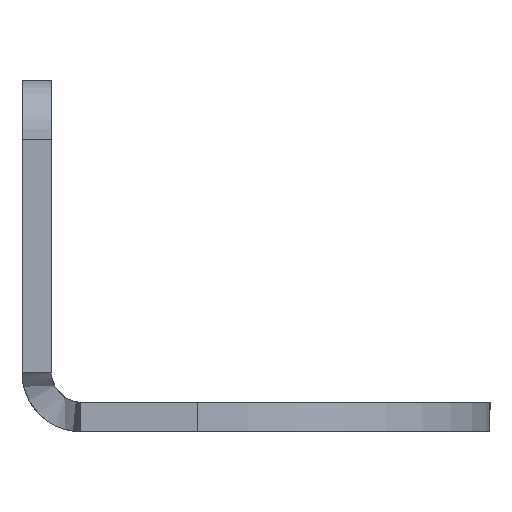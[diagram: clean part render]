
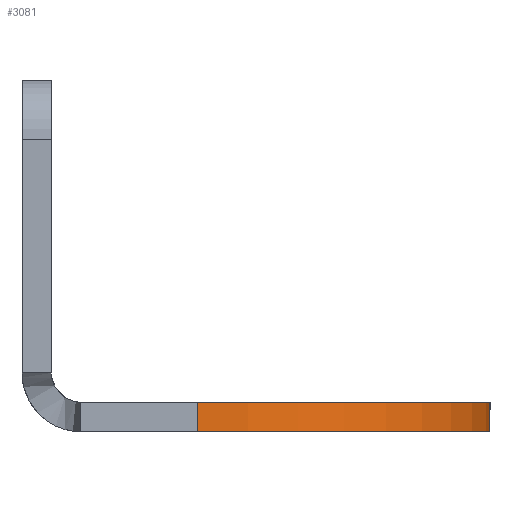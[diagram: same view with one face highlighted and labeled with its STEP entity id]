
A CAD part, left-side view. The second image highlights one B-rep face of the part: STEP entity #3081.
In plain terms, the highlighted cylindrical face has radius 50 mm (diameter 100 mm), a partial arc.
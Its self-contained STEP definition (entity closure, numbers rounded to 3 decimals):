
#62 = DIRECTION ( 'NONE',  ( 0., 0., 1. ) ) ;
#387 = LINE ( 'NONE', #4858, #1614 ) ;
#460 = ORIENTED_EDGE ( 'NONE', *, *, #9565, .F. ) ;
#735 = AXIS2_PLACEMENT_3D ( 'NONE', #10174, #4770, #6698 ) ;
#989 = CARTESIAN_POINT ( 'NONE',  ( -1930., -30., -30. ) ) ;
#1097 = DIRECTION ( 'NONE',  ( 0., 0., -1. ) ) ;
#1614 = VECTOR ( 'NONE', #4116, 1000. ) ;
#1674 = VECTOR ( 'NONE', #9782, 1000. ) ;
#1788 = EDGE_LOOP ( 'NONE', ( #10786, #9446, #4337, #460 ) ) ;
#2012 = CARTESIAN_POINT ( 'NONE',  ( -1930., -30., -30. ) ) ;
#3081 = ADVANCED_FACE ( 'NONE', ( #5637 ), #9339, .T. ) ;
#3167 = VERTEX_POINT ( 'NONE', #7815 ) ;
#3902 = DIRECTION ( 'NONE',  ( 0., 1., 0. ) ) ;
#4116 = DIRECTION ( 'NONE',  ( 0., 0., -1. ) ) ;
#4302 = LINE ( 'NONE', #10697, #1674 ) ;
#4337 = ORIENTED_EDGE ( 'NONE', *, *, #7185, .F. ) ;
#4770 = DIRECTION ( 'NONE',  ( 0., 0., 1. ) ) ;
#4858 = CARTESIAN_POINT ( 'NONE',  ( -1930., -80., -30. ) ) ;
#5188 = CARTESIAN_POINT ( 'NONE',  ( -1930., -80., -30. ) ) ;
#5637 = FACE_OUTER_BOUND ( 'NONE', #1788, .T. ) ;
#5657 = EDGE_CURVE ( 'NONE', #3167, #7624, #387, .T. ) ;
#5946 = VERTEX_POINT ( 'NONE', #6304 ) ;
#6053 = AXIS2_PLACEMENT_3D ( 'NONE', #989, #62, #7512 ) ;
#6304 = CARTESIAN_POINT ( 'NONE',  ( -1980., -30., -25. ) ) ;
#6486 = EDGE_CURVE ( 'NONE', #7624, #11305, #10679, .T. ) ;
#6698 = DIRECTION ( 'NONE',  ( 0., 1., 0. ) ) ;
#7185 = EDGE_CURVE ( 'NONE', #5946, #3167, #8328, .T. ) ;
#7512 = DIRECTION ( 'NONE',  ( 0., -1., 0. ) ) ;
#7624 = VERTEX_POINT ( 'NONE', #5188 ) ;
#7815 = CARTESIAN_POINT ( 'NONE',  ( -1930., -80., -25. ) ) ;
#8328 = CIRCLE ( 'NONE', #735, 50. ) ;
#8400 = CARTESIAN_POINT ( 'NONE',  ( -1980., -30., -30. ) ) ;
#9339 = CYLINDRICAL_SURFACE ( 'NONE', #6053, 50. ) ;
#9446 = ORIENTED_EDGE ( 'NONE', *, *, #5657, .F. ) ;
#9565 = EDGE_CURVE ( 'NONE', #11305, #5946, #4302, .T. ) ;
#9782 = DIRECTION ( 'NONE',  ( 0., 0., 1. ) ) ;
#9892 = AXIS2_PLACEMENT_3D ( 'NONE', #2012, #1097, #3902 ) ;
#10174 = CARTESIAN_POINT ( 'NONE',  ( -1930., -30., -25. ) ) ;
#10679 = CIRCLE ( 'NONE', #9892, 50. ) ;
#10697 = CARTESIAN_POINT ( 'NONE',  ( -1980., -30., -30. ) ) ;
#10786 = ORIENTED_EDGE ( 'NONE', *, *, #6486, .F. ) ;
#11305 = VERTEX_POINT ( 'NONE', #8400 ) ;
